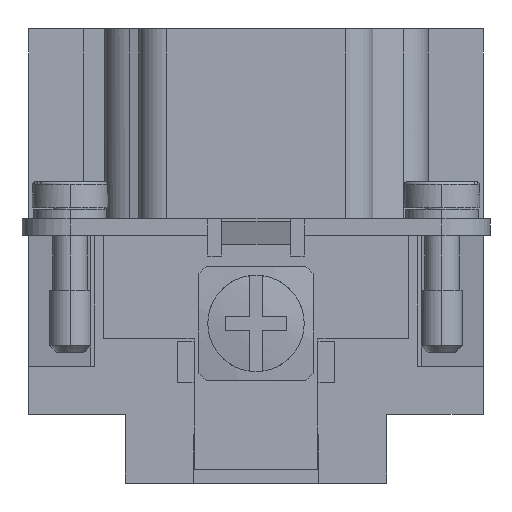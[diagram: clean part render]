
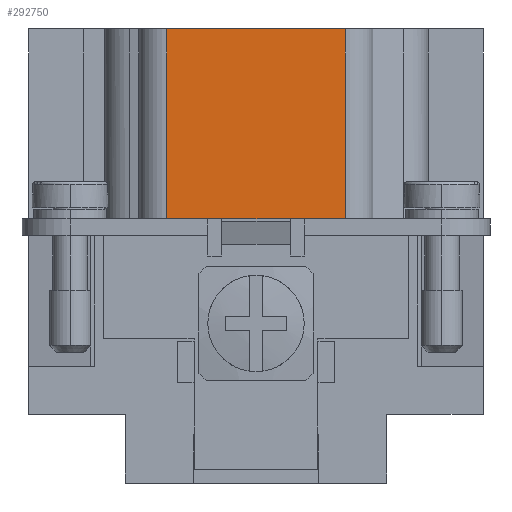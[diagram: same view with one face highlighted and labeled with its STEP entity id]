
A CAD part, left-side view. The second image highlights one B-rep face of the part: STEP entity #292750.
In plain terms, the highlighted planar face has unit normal (-1, 0, 0).
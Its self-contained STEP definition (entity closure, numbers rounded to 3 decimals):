
#224160=CARTESIAN_POINT('',(-41.5,-6.5,33.));
#224170=VERTEX_POINT('',#224160);
#224200=CARTESIAN_POINT('',(-41.5,0.,33.));
#224210=DIRECTION('',(0.,1.,-0.));
#224220=VECTOR('',#224210,1.);
#224230=LINE('',#224200,#224220);
#224240=CARTESIAN_POINT('',(-41.5,6.5,33.));
#224250=VERTEX_POINT('',#224240);
#224260=EDGE_CURVE('',#224170,#224250,#224230,.T.);
#279530=CARTESIAN_POINT('',(-41.5,3.5,19.2));
#279540=VERTEX_POINT('',#279530);
#279570=CARTESIAN_POINT('',(-41.5,0.,19.2));
#279580=DIRECTION('',(-0.,-1.,-0.));
#279590=VECTOR('',#279580,1.);
#279600=LINE('',#279570,#279590);
#279610=CARTESIAN_POINT('',(-41.5,-3.5,19.2));
#279620=VERTEX_POINT('',#279610);
#279630=EDGE_CURVE('',#279540,#279620,#279600,.T.);
#292240=CARTESIAN_POINT('',(-41.5,-6.5,19.2));
#292250=VERTEX_POINT('',#292240);
#292280=CARTESIAN_POINT('',(-41.5,-6.5,19.2));
#292290=DIRECTION('',(0.,0.,1.));
#292300=VECTOR('',#292290,1.);
#292310=LINE('',#292280,#292300);
#292320=EDGE_CURVE('',#292250,#224170,#292310,.T.);
#292450=CARTESIAN_POINT('',(-41.5,-7.8,17.82));
#292460=DIRECTION('',(-1.,0.,0.));
#292470=DIRECTION('',(0.,1.,0.));
#292480=AXIS2_PLACEMENT_3D('',#292450,#292460,#292470);
#292490=PLANE('',#292480);
#292500=ORIENTED_EDGE('',*,*,#292320,.T.);
#292510=CARTESIAN_POINT('',(-41.5,0.,19.2));
#292520=DIRECTION('',(0.,1.,-0.));
#292530=VECTOR('',#292520,1.);
#292540=LINE('',#292510,#292530);
#292550=EDGE_CURVE('',#292250,#279620,#292540,.T.);
#292560=ORIENTED_EDGE('',*,*,#292550,.F.);
#292570=ORIENTED_EDGE('',*,*,#279630,.T.);
#292580=CARTESIAN_POINT('',(-41.5,0.,19.2));
#292590=DIRECTION('',(0.,1.,-0.));
#292600=VECTOR('',#292590,1.);
#292610=LINE('',#292580,#292600);
#292620=CARTESIAN_POINT('',(-41.5,6.5,19.2));
#292630=VERTEX_POINT('',#292620);
#292640=EDGE_CURVE('',#279540,#292630,#292610,.T.);
#292650=ORIENTED_EDGE('',*,*,#292640,.F.);
#292660=CARTESIAN_POINT('',(-41.5,6.5,19.2));
#292670=DIRECTION('',(0.,0.,1.));
#292680=VECTOR('',#292670,1.);
#292690=LINE('',#292660,#292680);
#292700=EDGE_CURVE('',#292630,#224250,#292690,.T.);
#292710=ORIENTED_EDGE('',*,*,#292700,.F.);
#292720=ORIENTED_EDGE('',*,*,#224260,.T.);
#292730=EDGE_LOOP('',(#292720,#292710,#292650,#292570,#292560,#292500));
#292740=FACE_OUTER_BOUND('',#292730,.T.);
#292750=ADVANCED_FACE('',(#292740),#292490,.T.);
